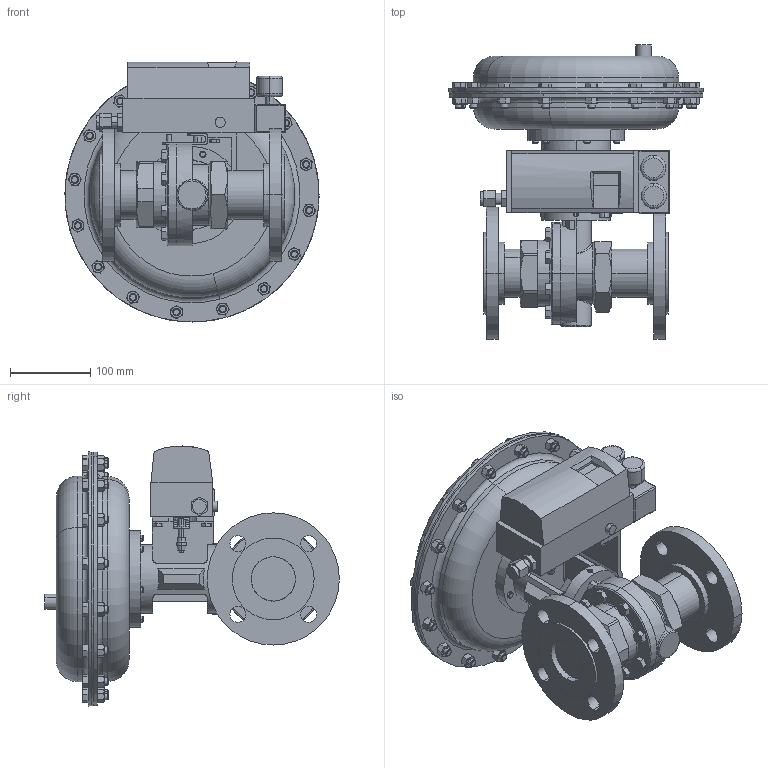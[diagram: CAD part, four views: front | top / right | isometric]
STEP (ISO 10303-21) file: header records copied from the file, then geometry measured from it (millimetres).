
FILE_DESCRIPTION (( 'STEP AP203' ), '1' );
FILE_NAME ('70SP-200-DI+BR-F6-55M-16IQ.STEP', '2017-09-12T11:38:58', ( '' ), ( '' ), 'SwSTEP 2.0', 'SolidWorks 2014', '' );
FILE_SCHEMA (( 'CONFIG_CONTROL_DESIGN' ));
Length unit declared in the file: inch
Products named in the file (1): 70SP-200-DI+BR-F6-55M-16IQ
Bounding box: 317.5 x 368.17 x 324.83 mm (x, y, z)
Volume: 8295496.8 mm3; surface area: 548981.2 mm2
Topology: 1 solids, 1 shells, 1240 faces, 2896 edges, 1769 vertices
Faces by surface type: plane 535, cone 417, cylinder 207, bspline 53, torus 26, sphere 2
Entity records: 50884 total; most frequent: CARTESIAN_POINT 23900, ORIENTED_EDGE 5784, DIRECTION 5222, EDGE_CURVE 2892, AXIS2_PLACEMENT_3D 2055, VERTEX_POINT 1769, EDGE_LOOP 1375, FACE_OUTER_BOUND 1240
